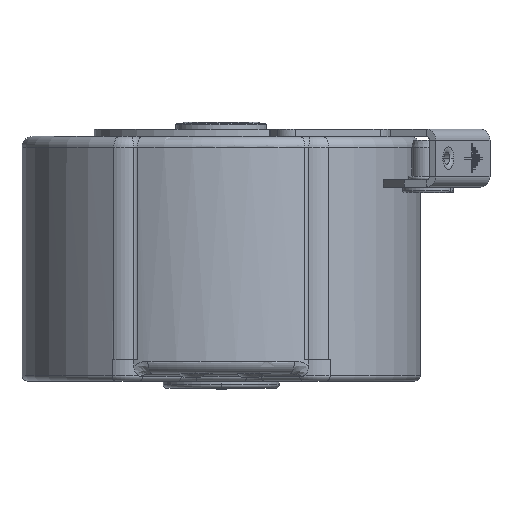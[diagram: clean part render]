
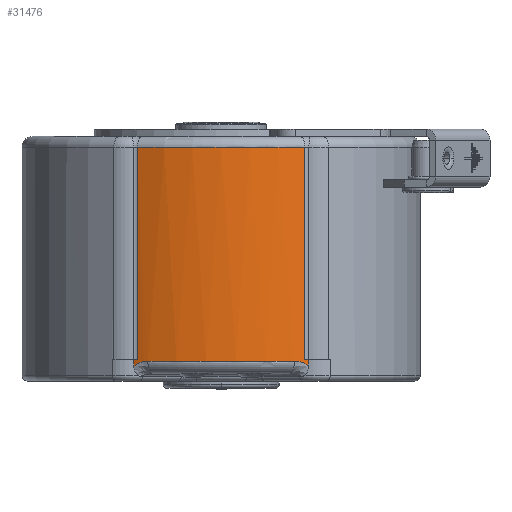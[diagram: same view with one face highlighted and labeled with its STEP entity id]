
A CAD part, front view. The second image highlights one B-rep face of the part: STEP entity #31476.
In plain terms, the highlighted cylindrical face has radius 53 mm (diameter 106 mm), a partial arc.
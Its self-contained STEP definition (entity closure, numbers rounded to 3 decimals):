
#7868=DIRECTION('',(0.,0.,-1.));
#7869=VECTOR('',#7868,58.5);
#7870=CARTESIAN_POINT('',(-23.08,-47.711,8.3));
#7871=LINE('',#7870,#7869);
#7886=CARTESIAN_POINT('',(0.,0.,-50.2));
#7887=DIRECTION('',(0.,0.,1.));
#7888=DIRECTION('',(0.435,-0.9,0.));
#7889=AXIS2_PLACEMENT_3D('',#7886,#7887,#7888);
#7891=DIRECTION('',(0.,0.,-1.));
#7892=VECTOR('',#7891,1.909);
#7893=CARTESIAN_POINT('',(24.096,-47.206,-50.2));
#7894=LINE('',#7893,#7892);
#7895=CARTESIAN_POINT('',(24.096,-47.206,
-52.109));
#7896=CARTESIAN_POINT('',(24.025,-47.242,
-52.042));
#7897=CARTESIAN_POINT('',(23.875,-47.318,
-51.912));
#7898=CARTESIAN_POINT('',(23.631,-47.44,
-51.725));
#7899=CARTESIAN_POINT('',(23.368,-47.57,
-51.549));
#7900=CARTESIAN_POINT('',(23.086,-47.708,
-51.385));
#7901=CARTESIAN_POINT('',(22.785,-47.853,
-51.235));
#7902=CARTESIAN_POINT('',(22.464,-48.004,
-51.1));
#7903=CARTESIAN_POINT('',(22.125,-48.161,
-50.982));
#7904=CARTESIAN_POINT('',(21.769,-48.323,
-50.882));
#7905=CARTESIAN_POINT('',(21.397,-48.489,
-50.802));
#7906=CARTESIAN_POINT('',(21.01,-48.658,
-50.744));
#7907=CARTESIAN_POINT('',(20.611,-48.829,
-50.708));
#7908=CARTESIAN_POINT('',(20.338,-48.943,
-50.7));
#7909=CARTESIAN_POINT('',(20.2,-49.,-50.7));
#7911=CARTESIAN_POINT('',(0.,0.,-50.7));
#7912=DIRECTION('',(0.,0.,-1.));
#7913=DIRECTION('',(0.381,-0.925,0.));
#7914=AXIS2_PLACEMENT_3D('',#7911,#7912,#7913);
#7916=CARTESIAN_POINT('',(-20.2,-49.,-50.7));
#7917=CARTESIAN_POINT('',(-20.338,-48.943,
-50.7));
#7918=CARTESIAN_POINT('',(-20.611,-48.829,
-50.708));
#7919=CARTESIAN_POINT('',(-21.011,-48.658,
-50.744));
#7920=CARTESIAN_POINT('',(-21.398,-48.489,
-50.802));
#7921=CARTESIAN_POINT('',(-21.77,-48.323,
-50.882));
#7922=CARTESIAN_POINT('',(-22.126,-48.161,
-50.982));
#7923=CARTESIAN_POINT('',(-22.464,-48.004,
-51.1));
#7924=CARTESIAN_POINT('',(-22.785,-47.853,
-51.235));
#7925=CARTESIAN_POINT('',(-23.086,-47.708,
-51.385));
#7926=CARTESIAN_POINT('',(-23.368,-47.571,
-51.549));
#7927=CARTESIAN_POINT('',(-23.631,-47.44,
-51.725));
#7928=CARTESIAN_POINT('',(-23.875,-47.318,
-51.912));
#7929=CARTESIAN_POINT('',(-24.025,-47.242,
-52.042));
#7930=CARTESIAN_POINT('',(-24.096,-47.206,
-52.109));
#7932=DIRECTION('',(0.,0.,1.));
#7933=VECTOR('',#7932,1.909);
#7934=CARTESIAN_POINT('',(-24.096,-47.206,
-52.109));
#7935=LINE('',#7934,#7933);
#7936=CARTESIAN_POINT('',(0.,0.,-50.2));
#7937=DIRECTION('',(0.,0.,1.));
#7938=DIRECTION('',(-0.455,-0.891,0.));
#7939=AXIS2_PLACEMENT_3D('',#7936,#7937,#7938);
#7941=CARTESIAN_POINT('',(0.,0.,8.3));
#7942=DIRECTION('',(0.,0.,-1.));
#7943=DIRECTION('',(0.435,-0.9,0.));
#7944=AXIS2_PLACEMENT_3D('',#7941,#7942,#7943);
#7955=DIRECTION('',(0.,0.,1.));
#7956=VECTOR('',#7955,58.5);
#7957=CARTESIAN_POINT('',(23.08,-47.711,-50.2));
#7958=LINE('',#7957,#7956);
#19414=VERTEX_POINT('',#7916);
#19415=VERTEX_POINT('',#7930);
#19417=CARTESIAN_POINT('',(20.2,-49.,-50.7));
#19418=VERTEX_POINT('',#19417);
#19422=VERTEX_POINT('',#7895);
#20548=CARTESIAN_POINT('',(23.08,-47.711,8.3));
#20549=CARTESIAN_POINT('',(-23.08,-47.711,8.3));
#20550=VERTEX_POINT('',#20548);
#20551=VERTEX_POINT('',#20549);
#21086=CARTESIAN_POINT('',(-24.096,-47.206,-50.2));
#21087=CARTESIAN_POINT('',(-23.08,-47.711,-50.2));
#21088=VERTEX_POINT('',#21086);
#21089=VERTEX_POINT('',#21087);
#21090=CARTESIAN_POINT('',(23.08,-47.711,-50.2));
#21091=CARTESIAN_POINT('',(24.096,-47.206,-50.2));
#21092=VERTEX_POINT('',#21090);
#21093=VERTEX_POINT('',#21091);
#31451=CARTESIAN_POINT('',(0.,0.,-54.2));
#31452=DIRECTION('',(0.,0.,1.));
#31453=DIRECTION('',(1.,0.,0.));
#31454=AXIS2_PLACEMENT_3D('',#31451,#31452,#31453);
#31455=CYLINDRICAL_SURFACE('',#31454,53.);
#31457=ORIENTED_EDGE('',*,*,#31456,.F.);
#31459=ORIENTED_EDGE('',*,*,#31458,.T.);
#31461=ORIENTED_EDGE('',*,*,#31460,.T.);
#31463=ORIENTED_EDGE('',*,*,#31462,.T.);
#31465=ORIENTED_EDGE('',*,*,#31464,.T.);
#31467=ORIENTED_EDGE('',*,*,#31466,.T.);
#31469=ORIENTED_EDGE('',*,*,#31468,.T.);
#31471=ORIENTED_EDGE('',*,*,#31470,.T.);
#31472=ORIENTED_EDGE('',*,*,#31441,.F.);
#31473=ORIENTED_EDGE('',*,*,#29978,.F.);
#31474=EDGE_LOOP('',(#31457,#31459,#31461,#31463,#31465,#31467,#31469,#31471,
#31472,#31473));
#31475=FACE_OUTER_BOUND('',#31474,.F.);
#7890=CIRCLE('',#7889,53.);
#7910=B_SPLINE_CURVE_WITH_KNOTS('',3,(#7895,#7896,#7897,#7898,#7899,#7900,#7901,
#7902,#7903,#7904,#7905,#7906,#7907,#7908,#7909),.UNSPECIFIED.,.F.,.F.,(4,1,1,1,
1,1,1,1,1,1,1,1,4),(0.,0.083,0.167,0.25,
0.333,0.417,0.5,0.583,0.667,
0.75,0.833,0.917,1.),.UNSPECIFIED.);
#7915=CIRCLE('',#7914,53.);
#7931=B_SPLINE_CURVE_WITH_KNOTS('',3,(#7916,#7917,#7918,#7919,#7920,#7921,#7922,
#7923,#7924,#7925,#7926,#7927,#7928,#7929,#7930),.UNSPECIFIED.,.F.,.F.,(4,1,1,1,
1,1,1,1,1,1,1,1,4),(0.,0.083,0.167,0.25,
0.333,0.417,0.5,0.583,0.667,
0.75,0.833,0.917,1.),.UNSPECIFIED.);
#7940=CIRCLE('',#7939,53.);
#7945=CIRCLE('',#7944,53.);
#29978=EDGE_CURVE('',#20550,#20551,#7945,.T.);
#31441=EDGE_CURVE('',#20551,#21089,#7871,.T.);
#31456=EDGE_CURVE('',#21092,#20550,#7958,.T.);
#31458=EDGE_CURVE('',#21092,#21093,#7890,.T.);
#31460=EDGE_CURVE('',#21093,#19422,#7894,.T.);
#31462=EDGE_CURVE('',#19422,#19418,#7910,.T.);
#31464=EDGE_CURVE('',#19418,#19414,#7915,.T.);
#31466=EDGE_CURVE('',#19414,#19415,#7931,.T.);
#31468=EDGE_CURVE('',#19415,#21088,#7935,.T.);
#31470=EDGE_CURVE('',#21088,#21089,#7940,.T.);
#31476=ADVANCED_FACE('',(#31475),#31455,.T.);
